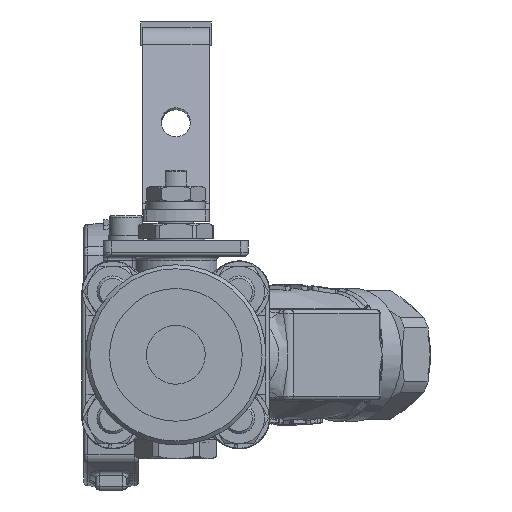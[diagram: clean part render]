
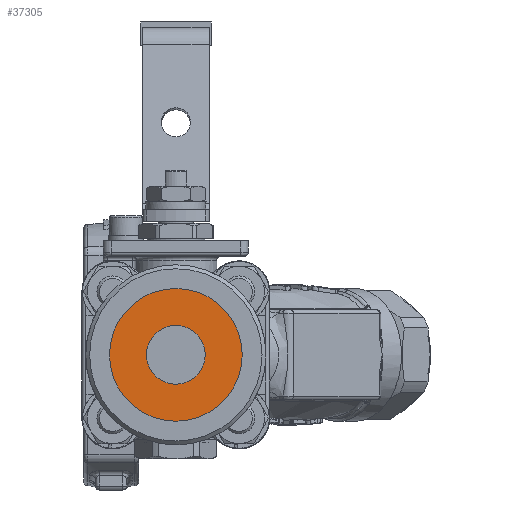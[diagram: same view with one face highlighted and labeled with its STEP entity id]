
A CAD part, left-side view. The second image highlights one B-rep face of the part: STEP entity #37305.
In plain terms, the highlighted planar face has unit normal (-1, 0, 0).
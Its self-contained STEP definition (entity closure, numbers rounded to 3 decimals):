
#3644=FACE_BOUND('',#7058,.T.);
#3822=PLANE('',#39700);
#4727=FACE_OUTER_BOUND('',#7057,.T.);
#7057=EDGE_LOOP('',(#25010));
#7058=EDGE_LOOP('',(#25011));
#13426=CIRCLE('',#39699,16.95);
#13427=CIRCLE('',#39701,7.5);
#15461=VERTEX_POINT('',#54972);
#15462=VERTEX_POINT('',#54976);
#19086=EDGE_CURVE('',#15461,#15461,#13426,.T.);
#19087=EDGE_CURVE('',#15462,#15462,#13427,.T.);
#25010=ORIENTED_EDGE('',*,*,#19086,.F.);
#25011=ORIENTED_EDGE('',*,*,#19087,.F.);
#37305=ADVANCED_FACE('',(#4727,#3644),#3822,.T.);
#39699=AXIS2_PLACEMENT_3D('',#54974,#44218,#44219);
#39700=AXIS2_PLACEMENT_3D('',#54975,#44220,#44221);
#39701=AXIS2_PLACEMENT_3D('',#54977,#44222,#44223);
#44218=DIRECTION('center_axis',(1.,0.,0.));
#44219=DIRECTION('ref_axis',(0.,-1.,0.));
#44220=DIRECTION('center_axis',(-1.,0.,0.));
#44221=DIRECTION('ref_axis',(0.,-1.,0.));
#44222=DIRECTION('center_axis',(-1.,0.,0.));
#44223=DIRECTION('ref_axis',(0.,-1.,0.));
#54972=CARTESIAN_POINT('',(-237.036,35.783,-1.517));
#54974=CARTESIAN_POINT('Origin',(-237.036,18.833,-1.517));
#54975=CARTESIAN_POINT('Origin',(-237.036,18.833,-1.517));
#54976=CARTESIAN_POINT('',(-237.036,26.333,-1.517));
#54977=CARTESIAN_POINT('Origin',(-237.036,18.833,-1.517));
